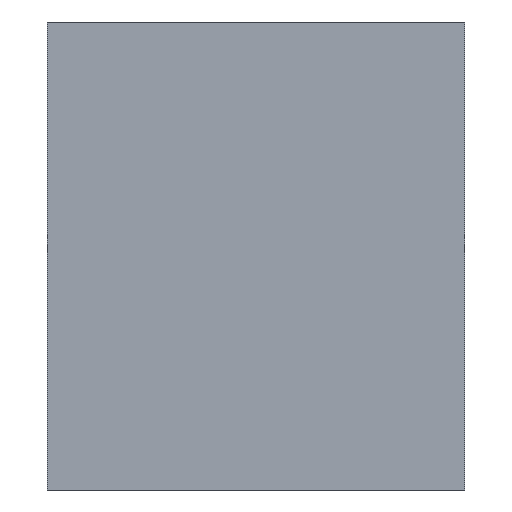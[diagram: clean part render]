
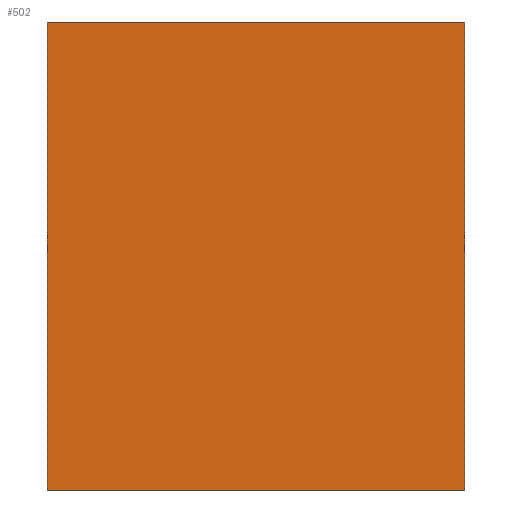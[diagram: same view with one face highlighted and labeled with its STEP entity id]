
A CAD part, front view. The second image highlights one B-rep face of the part: STEP entity #502.
In plain terms, the highlighted planar face has unit normal (0, -1, 0).
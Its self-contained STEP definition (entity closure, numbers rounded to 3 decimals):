
#43 = LINE ( 'NONE', #3307, #49 ) ;
#49 = VECTOR ( 'NONE', #3318, 1000. ) ;
#502 = ADVANCED_FACE ( 'NONE', ( #4037 ), #2513, .F. ) ;
#833 = VECTOR ( 'NONE', #3245, 1000. ) ;
#837 = LINE ( 'NONE', #3244, #833 ) ;
#1051 = VERTEX_POINT ( 'NONE', #2701 ) ;
#1089 = LINE ( 'NONE', #3144, #1091 ) ;
#1091 = VECTOR ( 'NONE', #3145, 1000. ) ;
#1117 = VECTOR ( 'NONE', #3131, 1000. ) ;
#1124 = LINE ( 'NONE', #3125, #1117 ) ;
#1151 = AXIS2_PLACEMENT_3D ( 'NONE', #2518, #2590, #2591 ) ;
#1699 = EDGE_LOOP ( 'NONE', ( #2277, #2268, #2262, #2314 ) ) ;
#1823 = VERTEX_POINT ( 'NONE', #2840 ) ;
#2090 = CARTESIAN_POINT ( 'NONE',  ( -168.91, -50.165, -189.23 ) ) ;
#2204 = VERTEX_POINT ( 'NONE', #2772 ) ;
#2262 = ORIENTED_EDGE ( 'NONE', *, *, #3807, .F. ) ;
#2268 = ORIENTED_EDGE ( 'NONE', *, *, #3720, .F. ) ;
#2277 = ORIENTED_EDGE ( 'NONE', *, *, #3713, .F. ) ;
#2314 = ORIENTED_EDGE ( 'NONE', *, *, #3770, .F. ) ;
#2329 = VERTEX_POINT ( 'NONE', #2090 ) ;
#2513 = PLANE ( 'NONE',  #1151 ) ;
#2518 = CARTESIAN_POINT ( 'NONE',  ( -168.91, -50.165, -189.23 ) ) ;
#2590 = DIRECTION ( 'NONE',  ( 0., 1., 0. ) ) ;
#2591 = DIRECTION ( 'NONE',  ( 0., 0., 1. ) ) ;
#2701 = CARTESIAN_POINT ( 'NONE',  ( -168.91, -50.165, 189.23 ) ) ;
#2772 = CARTESIAN_POINT ( 'NONE',  ( 168.91, -50.165, -189.23 ) ) ;
#2840 = CARTESIAN_POINT ( 'NONE',  ( 168.91, -50.165, 189.23 ) ) ;
#3125 = CARTESIAN_POINT ( 'NONE',  ( 168.91, -50.165, 0. ) ) ;
#3131 = DIRECTION ( 'NONE',  ( 0., 0., -1. ) ) ;
#3144 = CARTESIAN_POINT ( 'NONE',  ( -168.91, -50.165, 189.23 ) ) ;
#3145 = DIRECTION ( 'NONE',  ( 1., 0., 0. ) ) ;
#3244 = CARTESIAN_POINT ( 'NONE',  ( 0., -50.165, -189.23 ) ) ;
#3245 = DIRECTION ( 'NONE',  ( -1., 0., 0. ) ) ;
#3307 = CARTESIAN_POINT ( 'NONE',  ( -168.91, -50.165, 0. ) ) ;
#3318 = DIRECTION ( 'NONE',  ( 0., 0., 1. ) ) ;
#3713 = EDGE_CURVE ( 'NONE', #1823, #2204, #1124, .T. ) ;
#3720 = EDGE_CURVE ( 'NONE', #1051, #1823, #1089, .T. ) ;
#3770 = EDGE_CURVE ( 'NONE', #2204, #2329, #837, .T. ) ;
#3807 = EDGE_CURVE ( 'NONE', #2329, #1051, #43, .T. ) ;
#4037 = FACE_OUTER_BOUND ( 'NONE', #1699, .T. ) ;
